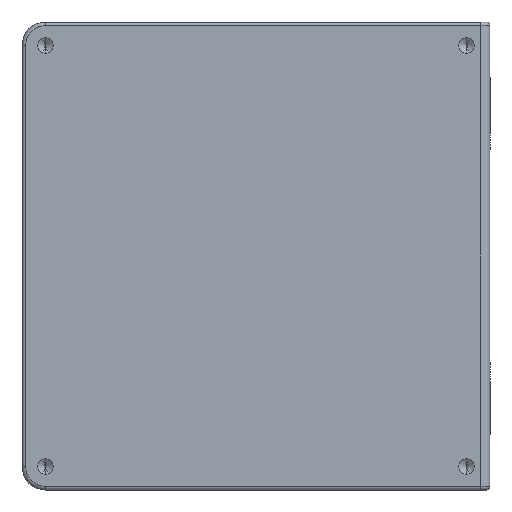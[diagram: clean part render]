
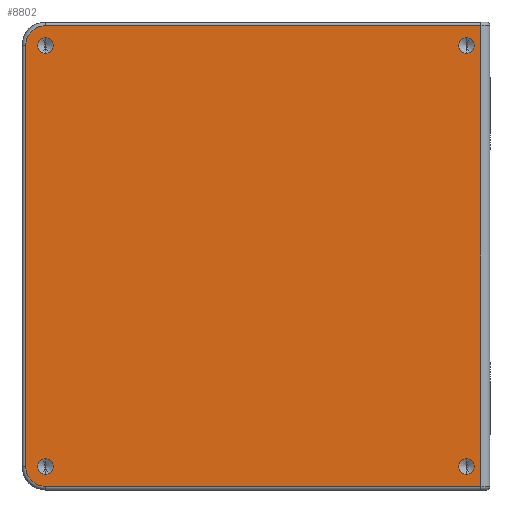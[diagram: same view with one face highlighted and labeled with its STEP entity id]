
A CAD part, left-side view. The second image highlights one B-rep face of the part: STEP entity #8802.
In plain terms, the highlighted planar face has unit normal (-1, 0, 0).
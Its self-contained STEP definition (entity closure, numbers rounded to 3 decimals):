
#106 = VERTEX_POINT ( 'NONE', #6453 ) ;
#193 = DIRECTION ( 'NONE',  ( 0., 1., 0. ) ) ;
#237 = ORIENTED_EDGE ( 'NONE', *, *, #402, .T. ) ;
#337 = CIRCLE ( 'NONE', #7043, 1.65 ) ;
#402 = EDGE_CURVE ( 'NONE', #10971, #6484, #5494, .T. ) ;
#455 = VECTOR ( 'NONE', #5188, 1000. ) ;
#505 = CARTESIAN_POINT ( 'NONE',  ( 0., 5., 45. ) ) ;
#661 = DIRECTION ( 'NONE',  ( -1., 0., 0. ) ) ;
#666 = ORIENTED_EDGE ( 'NONE', *, *, #8494, .T. ) ;
#720 = DIRECTION ( 'NONE',  ( -1., 0., 0. ) ) ;
#759 = VERTEX_POINT ( 'NONE', #2044 ) ;
#816 = EDGE_CURVE ( 'NONE', #3250, #5997, #337, .T. ) ;
#848 = EDGE_CURVE ( 'NONE', #8313, #2337, #2456, .T. ) ;
#1031 = CARTESIAN_POINT ( 'NONE',  ( 0., 99.2, 45. ) ) ;
#1090 = DIRECTION ( 'NONE',  ( 0., 0., 1. ) ) ;
#1104 = ORIENTED_EDGE ( 'NONE', *, *, #12225, .F. ) ;
#1173 = AXIS2_PLACEMENT_3D ( 'NONE', #6766, #6811, #4857 ) ;
#1243 = VECTOR ( 'NONE', #7129, 1000. ) ;
#1350 = CIRCLE ( 'NONE', #6965, 1.65 ) ;
#1390 = DIRECTION ( 'NONE',  ( 0., 1., 0. ) ) ;
#1398 = EDGE_LOOP ( 'NONE', ( #8972, #9043 ) ) ;
#1531 = FACE_BOUND ( 'NONE', #7387, .T. ) ;
#1851 = VERTEX_POINT ( 'NONE', #7784 ) ;
#1913 = EDGE_CURVE ( 'NONE', #1851, #759, #10076, .T. ) ;
#1980 = LINE ( 'NONE', #6995, #9125 ) ;
#2043 = DIRECTION ( 'NONE',  ( -1., 0., 0. ) ) ;
#2044 = CARTESIAN_POINT ( 'NONE',  ( 0., 5., -43.35 ) ) ;
#2106 = DIRECTION ( 'NONE',  ( 1., 0., 0. ) ) ;
#2210 = EDGE_LOOP ( 'NONE', ( #7409, #3123 ) ) ;
#2270 = AXIS2_PLACEMENT_3D ( 'NONE', #2624, #5542, #11419 ) ;
#2337 = VERTEX_POINT ( 'NONE', #11000 ) ;
#2436 = FACE_BOUND ( 'NONE', #1398, .T. ) ;
#2456 = CIRCLE ( 'NONE', #9423, 1.65 ) ;
#2585 = VERTEX_POINT ( 'NONE', #8412 ) ;
#2614 = EDGE_CURVE ( 'NONE', #8926, #8881, #8614, .T. ) ;
#2624 = CARTESIAN_POINT ( 'NONE',  ( 0., 95., -45. ) ) ;
#2789 = ORIENTED_EDGE ( 'NONE', *, *, #9885, .T. ) ;
#2951 = EDGE_CURVE ( 'NONE', #6484, #106, #5095, .T. ) ;
#2968 = CARTESIAN_POINT ( 'NONE',  ( 0., 95., 45. ) ) ;
#3123 = ORIENTED_EDGE ( 'NONE', *, *, #3464, .F. ) ;
#3250 = VERTEX_POINT ( 'NONE', #8668 ) ;
#3464 = EDGE_CURVE ( 'NONE', #8881, #8926, #12417, .T. ) ;
#3502 = CARTESIAN_POINT ( 'NONE',  ( 0., 2., 49.2 ) ) ;
#3647 = LINE ( 'NONE', #6313, #1243 ) ;
#3675 = CARTESIAN_POINT ( 'NONE',  ( 0., 95., -45. ) ) ;
#3802 = CARTESIAN_POINT ( 'NONE',  ( 0., 95., 46.65 ) ) ;
#3807 = AXIS2_PLACEMENT_3D ( 'NONE', #2968, #9829, #5079 ) ;
#4023 = CARTESIAN_POINT ( 'NONE',  ( 0., 100., 50. ) ) ;
#4303 = CARTESIAN_POINT ( 'NONE',  ( 0., 99.2, -45. ) ) ;
#4597 = CIRCLE ( 'NONE', #2270, 1.65 ) ;
#4690 = DIRECTION ( 'NONE',  ( -1., 0., 0. ) ) ;
#4857 = DIRECTION ( 'NONE',  ( 0., 0., 1. ) ) ;
#5063 = PLANE ( 'NONE',  #11433 ) ;
#5075 = DIRECTION ( 'NONE',  ( -1., 0., 0. ) ) ;
#5079 = DIRECTION ( 'NONE',  ( 0., 0., 1. ) ) ;
#5095 = CIRCLE ( 'NONE', #5105, 4.2 ) ;
#5105 = AXIS2_PLACEMENT_3D ( 'NONE', #5430, #661, #12285 ) ;
#5106 = EDGE_LOOP ( 'NONE', ( #6008, #7425 ) ) ;
#5188 = DIRECTION ( 'NONE',  ( 0., 1., 0. ) ) ;
#5430 = CARTESIAN_POINT ( 'NONE',  ( 0., 95., -45. ) ) ;
#5494 = LINE ( 'NONE', #6278, #11319 ) ;
#5542 = DIRECTION ( 'NONE',  ( -1., 0., 0. ) ) ;
#5550 = EDGE_CURVE ( 'NONE', #2337, #8313, #4597, .T. ) ;
#5891 = CARTESIAN_POINT ( 'NONE',  ( 0., 95., 49.2 ) ) ;
#5997 = VERTEX_POINT ( 'NONE', #10164 ) ;
#6008 = ORIENTED_EDGE ( 'NONE', *, *, #9083, .F. ) ;
#6278 = CARTESIAN_POINT ( 'NONE',  ( 0., 99.2, 50. ) ) ;
#6306 = AXIS2_PLACEMENT_3D ( 'NONE', #11926, #2043, #1090 ) ;
#6313 = CARTESIAN_POINT ( 'NONE',  ( 0., 2., 50. ) ) ;
#6321 = DIRECTION ( 'NONE',  ( 0., 0., -1. ) ) ;
#6338 = VERTEX_POINT ( 'NONE', #5891 ) ;
#6355 = DIRECTION ( 'NONE',  ( 0., 0., 1. ) ) ;
#6390 = CARTESIAN_POINT ( 'NONE',  ( 0., 5., 45. ) ) ;
#6453 = CARTESIAN_POINT ( 'NONE',  ( 0., 95., -49.2 ) ) ;
#6484 = VERTEX_POINT ( 'NONE', #4303 ) ;
#6614 = DIRECTION ( 'NONE',  ( 0., 0., 1. ) ) ;
#6766 = CARTESIAN_POINT ( 'NONE',  ( 0., 5., -45. ) ) ;
#6811 = DIRECTION ( 'NONE',  ( -1., 0., 0. ) ) ;
#6965 = AXIS2_PLACEMENT_3D ( 'NONE', #6390, #4690, #7645 ) ;
#6995 = CARTESIAN_POINT ( 'NONE',  ( 0., 2., -49.2 ) ) ;
#7043 = AXIS2_PLACEMENT_3D ( 'NONE', #505, #7293, #6355 ) ;
#7129 = DIRECTION ( 'NONE',  ( 0., 0., 1. ) ) ;
#7190 = ORIENTED_EDGE ( 'NONE', *, *, #2951, .T. ) ;
#7293 = DIRECTION ( 'NONE',  ( -1., 0., 0. ) ) ;
#7387 = EDGE_LOOP ( 'NONE', ( #8697, #1104 ) ) ;
#7409 = ORIENTED_EDGE ( 'NONE', *, *, #2614, .F. ) ;
#7425 = ORIENTED_EDGE ( 'NONE', *, *, #1913, .F. ) ;
#7552 = DIRECTION ( 'NONE',  ( 0., 0., 1. ) ) ;
#7645 = DIRECTION ( 'NONE',  ( 0., 0., 1. ) ) ;
#7784 = CARTESIAN_POINT ( 'NONE',  ( 0., 5., -46.65 ) ) ;
#8084 = AXIS2_PLACEMENT_3D ( 'NONE', #9080, #5075, #1390 ) ;
#8313 = VERTEX_POINT ( 'NONE', #11536 ) ;
#8412 = CARTESIAN_POINT ( 'NONE',  ( 0., 2., -49.2 ) ) ;
#8475 = EDGE_CURVE ( 'NONE', #6338, #10971, #9755, .T. ) ;
#8494 = EDGE_CURVE ( 'NONE', #10133, #6338, #10062, .T. ) ;
#8529 = FACE_BOUND ( 'NONE', #5106, .T. ) ;
#8614 = CIRCLE ( 'NONE', #12636, 1.65 ) ;
#8668 = CARTESIAN_POINT ( 'NONE',  ( 0., 5., 46.65 ) ) ;
#8697 = ORIENTED_EDGE ( 'NONE', *, *, #816, .F. ) ;
#8802 = ADVANCED_FACE ( 'NONE', ( #2436, #11909, #1531, #8529, #9279 ), #5063, .F. ) ;
#8881 = VERTEX_POINT ( 'NONE', #9426 ) ;
#8926 = VERTEX_POINT ( 'NONE', #3802 ) ;
#8947 = ORIENTED_EDGE ( 'NONE', *, *, #8475, .T. ) ;
#8972 = ORIENTED_EDGE ( 'NONE', *, *, #848, .F. ) ;
#9043 = ORIENTED_EDGE ( 'NONE', *, *, #5550, .F. ) ;
#9080 = CARTESIAN_POINT ( 'NONE',  ( 0., 95., 45. ) ) ;
#9083 = EDGE_CURVE ( 'NONE', #759, #1851, #10191, .T. ) ;
#9125 = VECTOR ( 'NONE', #11880, 1000. ) ;
#9279 = FACE_OUTER_BOUND ( 'NONE', #9808, .T. ) ;
#9423 = AXIS2_PLACEMENT_3D ( 'NONE', #3675, #720, #7552 ) ;
#9426 = CARTESIAN_POINT ( 'NONE',  ( 0., 95., 43.35 ) ) ;
#9497 = EDGE_CURVE ( 'NONE', #2585, #10133, #3647, .T. ) ;
#9702 = DIRECTION ( 'NONE',  ( -1., 0., 0. ) ) ;
#9755 = CIRCLE ( 'NONE', #8084, 4.2 ) ;
#9808 = EDGE_LOOP ( 'NONE', ( #7190, #2789, #10576, #666, #8947, #237 ) ) ;
#9829 = DIRECTION ( 'NONE',  ( -1., 0., 0. ) ) ;
#9885 = EDGE_CURVE ( 'NONE', #106, #2585, #1980, .T. ) ;
#9949 = CARTESIAN_POINT ( 'NONE',  ( 0., 100., 49.2 ) ) ;
#10062 = LINE ( 'NONE', #9949, #455 ) ;
#10076 = CIRCLE ( 'NONE', #6306, 1.65 ) ;
#10133 = VERTEX_POINT ( 'NONE', #3502 ) ;
#10164 = CARTESIAN_POINT ( 'NONE',  ( 0., 5., 43.35 ) ) ;
#10191 = CIRCLE ( 'NONE', #1173, 1.65 ) ;
#10576 = ORIENTED_EDGE ( 'NONE', *, *, #9497, .T. ) ;
#10971 = VERTEX_POINT ( 'NONE', #1031 ) ;
#11000 = CARTESIAN_POINT ( 'NONE',  ( 0., 95., -46.65 ) ) ;
#11319 = VECTOR ( 'NONE', #6321, 1000. ) ;
#11419 = DIRECTION ( 'NONE',  ( 0., 0., 1. ) ) ;
#11433 = AXIS2_PLACEMENT_3D ( 'NONE', #4023, #2106, #193 ) ;
#11536 = CARTESIAN_POINT ( 'NONE',  ( 0., 95., -43.35 ) ) ;
#11880 = DIRECTION ( 'NONE',  ( 0., -1., 0. ) ) ;
#11909 = FACE_BOUND ( 'NONE', #2210, .T. ) ;
#11926 = CARTESIAN_POINT ( 'NONE',  ( 0., 5., -45. ) ) ;
#12225 = EDGE_CURVE ( 'NONE', #5997, #3250, #1350, .T. ) ;
#12285 = DIRECTION ( 'NONE',  ( 0., 1., 0. ) ) ;
#12417 = CIRCLE ( 'NONE', #3807, 1.65 ) ;
#12481 = CARTESIAN_POINT ( 'NONE',  ( 0., 95., 45. ) ) ;
#12636 = AXIS2_PLACEMENT_3D ( 'NONE', #12481, #9702, #6614 ) ;
